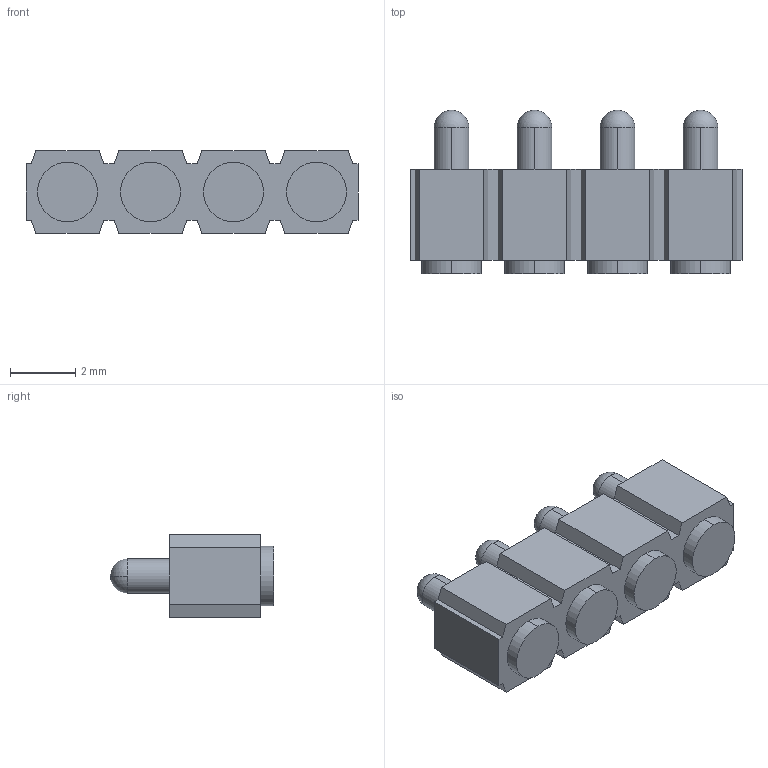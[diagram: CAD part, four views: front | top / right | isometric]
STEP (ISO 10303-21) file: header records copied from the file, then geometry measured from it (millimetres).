
FILE_DESCRIPTION (( 'STEP AP214' ), '1' );
FILE_NAME ('mill-max-811-22-004-30-002101.STEP', '2022-01-21T03:07:59', ( '' ), ( '' ), 'SwSTEP 2.0', 'SolidWorks 2021', '' );
FILE_SCHEMA (( 'AUTOMOTIVE_DESIGN' ));
Length unit declared in the file: inch
Products named in the file (3): P3XX-18-010-00-090000_P304-18-010-00-090000; mill-max-811-22-004-30-002101; 0900_default
Assembly tree (5 placements, depth 2):
  mill-max-811-22-004-30-002101
    P3XX-18-010-00-090000_P304-18-010-00-090000
    0900_default  x4
Bounding box: 10.16 x 5 x 2.54 mm (x, y, z)
Volume: 73.8 mm3; surface area: 268.9 mm2
Topology: 5 solids, 5 shells, 118 faces, 284 edges, 180 vertices
Faces by surface type: plane 54, cylinder 40, cone 16, sphere 8
Entity records: 2132 total; most frequent: DIRECTION 352, CARTESIAN_POINT 351, ORIENTED_EDGE 336, EDGE_CURVE 168, VECTOR 128, LINE 128, AXIS2_PLACEMENT_3D 112, VERTEX_POINT 111
